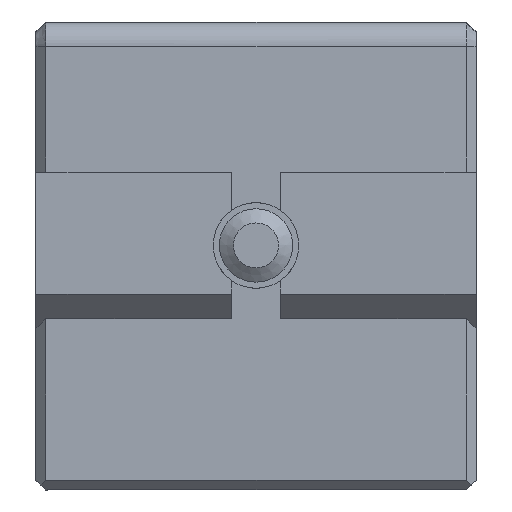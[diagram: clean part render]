
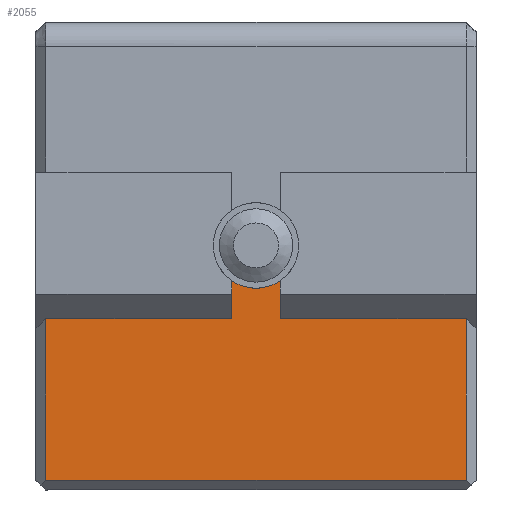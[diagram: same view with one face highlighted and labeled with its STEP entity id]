
A CAD part, front view. The second image highlights one B-rep face of the part: STEP entity #2055.
In plain terms, the highlighted planar face has unit normal (0, -1, 0).
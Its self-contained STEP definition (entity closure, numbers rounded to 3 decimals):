
#166=PLANE('',#2273);
#304=FACE_OUTER_BOUND('',#432,.T.);
#432=EDGE_LOOP('',(#1796,#1797,#1798,#1799,#1800,#1801,#1802,#1803));
#585=LINE('',#3859,#742);
#587=LINE('',#3863,#744);
#589=LINE('',#3867,#746);
#590=LINE('',#3869,#747);
#591=LINE('',#3873,#748);
#592=LINE('',#3875,#749);
#593=LINE('',#3876,#750);
#742=VECTOR('',#2741,10.);
#744=VECTOR('',#2745,10.);
#746=VECTOR('',#2749,10.);
#747=VECTOR('',#2750,10.);
#748=VECTOR('',#2753,10.);
#749=VECTOR('',#2754,10.);
#750=VECTOR('',#2755,10.);
#839=CIRCLE('',#2274,1.75);
#1005=VERTEX_POINT('',#3856);
#1006=VERTEX_POINT('',#3858);
#1007=VERTEX_POINT('',#3862);
#1008=VERTEX_POINT('',#3866);
#1009=VERTEX_POINT('',#3868);
#1010=VERTEX_POINT('',#3870);
#1011=VERTEX_POINT('',#3872);
#1012=VERTEX_POINT('',#3874);
#1275=EDGE_CURVE('',#1005,#1006,#585,.T.);
#1277=EDGE_CURVE('',#1006,#1007,#587,.T.);
#1279=EDGE_CURVE('',#1005,#1008,#589,.T.);
#1280=EDGE_CURVE('',#1008,#1009,#590,.T.);
#1281=EDGE_CURVE('',#1009,#1010,#839,.T.);
#1282=EDGE_CURVE('',#1010,#1011,#591,.T.);
#1283=EDGE_CURVE('',#1011,#1012,#592,.T.);
#1284=EDGE_CURVE('',#1007,#1012,#593,.T.);
#1796=ORIENTED_EDGE('',*,*,#1275,.F.);
#1797=ORIENTED_EDGE('',*,*,#1279,.T.);
#1798=ORIENTED_EDGE('',*,*,#1280,.T.);
#1799=ORIENTED_EDGE('',*,*,#1281,.T.);
#1800=ORIENTED_EDGE('',*,*,#1282,.T.);
#1801=ORIENTED_EDGE('',*,*,#1283,.T.);
#1802=ORIENTED_EDGE('',*,*,#1284,.F.);
#1803=ORIENTED_EDGE('',*,*,#1277,.F.);
#2055=ADVANCED_FACE('',(#304),#166,.T.);
#2273=AXIS2_PLACEMENT_3D('',#3865,#2747,#2748);
#2274=AXIS2_PLACEMENT_3D('',#3871,#2751,#2752);
#2741=DIRECTION('',(0.,0.,1.));
#2745=DIRECTION('',(1.,0.,0.));
#2747=DIRECTION('center_axis',(0.,-1.,0.));
#2748=DIRECTION('ref_axis',(0.,0.,
1.));
#2749=DIRECTION('',(1.,0.,0.));
#2750=DIRECTION('',(0.,0.,-1.));
#2751=DIRECTION('center_axis',(0.,1.,0.));
#2752=DIRECTION('ref_axis',(-1.,0.,0.));
#2753=DIRECTION('',(0.,0.,1.));
#2754=DIRECTION('',(1.,0.,0.));
#2755=DIRECTION('',(0.,0.,-1.));
#3856=CARTESIAN_POINT('',(-132.6,250.8,-242.));
#3858=CARTESIAN_POINT('',(-132.6,250.8,-235.4));
#3859=CARTESIAN_POINT('',(-132.6,250.8,-242.329));
#3862=CARTESIAN_POINT('',(-115.4,250.8,-235.4));
#3863=CARTESIAN_POINT('',(-124.,250.8,-235.4));
#3865=CARTESIAN_POINT('Origin',(-124.,250.8,-240.));
#3866=CARTESIAN_POINT('',(-125.,250.8,-242.));
#3867=CARTESIAN_POINT('',(-124.5,250.8,-242.));
#3868=CARTESIAN_POINT('',(-125.,250.8,-243.564));
#3869=CARTESIAN_POINT('',(-125.,250.8,-241.086));
#3870=CARTESIAN_POINT('',(-123.,250.8,-243.564));
#3871=CARTESIAN_POINT('Origin',(-124.,250.8,-245.));
#3872=CARTESIAN_POINT('',(-123.,250.8,-242.));
#3873=CARTESIAN_POINT('',(-123.,250.8,-241.));
#3874=CARTESIAN_POINT('',(-115.4,250.8,-242.));
#3875=CARTESIAN_POINT('',(-119.5,250.8,-242.));
#3876=CARTESIAN_POINT('',(-115.4,250.8,-242.329));
